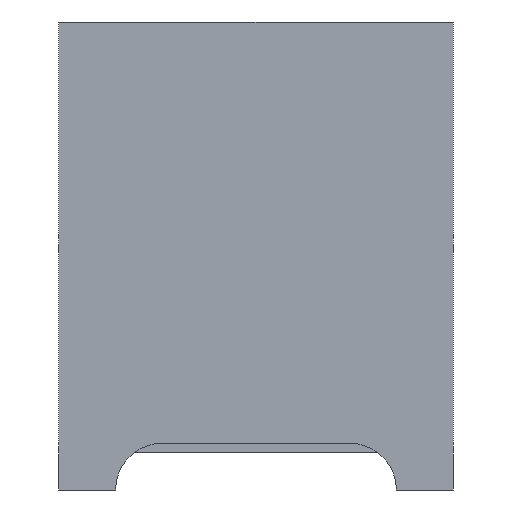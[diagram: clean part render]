
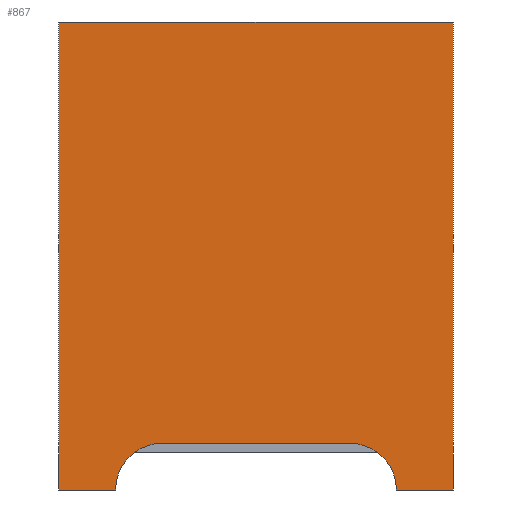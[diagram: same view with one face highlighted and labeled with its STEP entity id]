
A CAD part, left-side view. The second image highlights one B-rep face of the part: STEP entity #867.
In plain terms, the highlighted planar face has unit normal (-1, 0, 0).
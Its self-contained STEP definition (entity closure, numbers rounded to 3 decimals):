
#17=CIRCLE('',#934,10.);
#19=CIRCLE('',#938,10.);
#75=FACE_OUTER_BOUND('',#127,.T.);
#127=EDGE_LOOP('',(#683,#684,#685,#686,#687,#688,#689,#690));
#197=LINE('',#1325,#301);
#206=LINE('',#1347,#310);
#210=LINE('',#1354,#314);
#211=LINE('',#1356,#315);
#212=LINE('',#1358,#316);
#213=LINE('',#1359,#317);
#301=VECTOR('',#1079,10.);
#310=VECTOR('',#1098,10.);
#314=VECTOR('',#1104,10.);
#315=VECTOR('',#1107,10.);
#316=VECTOR('',#1108,10.);
#317=VECTOR('',#1109,10.);
#391=VERTEX_POINT('',#1315);
#392=VERTEX_POINT('',#1316);
#395=VERTEX_POINT('',#1324);
#397=VERTEX_POINT('',#1330);
#403=VERTEX_POINT('',#1346);
#404=VERTEX_POINT('',#1350);
#405=VERTEX_POINT('',#1352);
#406=VERTEX_POINT('',#1357);
#487=EDGE_CURVE('',#391,#392,#17,.T.);
#491=EDGE_CURVE('',#392,#395,#197,.T.);
#494=EDGE_CURVE('',#395,#397,#19,.T.);
#502=EDGE_CURVE('',#403,#391,#206,.T.);
#506=EDGE_CURVE('',#404,#405,#210,.T.);
#507=EDGE_CURVE('',#397,#404,#211,.T.);
#508=EDGE_CURVE('',#406,#405,#212,.T.);
#509=EDGE_CURVE('',#403,#406,#213,.T.);
#683=ORIENTED_EDGE('',*,*,#494,.T.);
#684=ORIENTED_EDGE('',*,*,#507,.T.);
#685=ORIENTED_EDGE('',*,*,#506,.T.);
#686=ORIENTED_EDGE('',*,*,#508,.F.);
#687=ORIENTED_EDGE('',*,*,#509,.F.);
#688=ORIENTED_EDGE('',*,*,#502,.T.);
#689=ORIENTED_EDGE('',*,*,#487,.T.);
#690=ORIENTED_EDGE('',*,*,#491,.T.);
#821=PLANE('',#943);
#867=ADVANCED_FACE('',(#75),#821,.T.);
#934=AXIS2_PLACEMENT_3D('',#1317,#1071,#1072);
#938=AXIS2_PLACEMENT_3D('',#1331,#1084,#1085);
#943=AXIS2_PLACEMENT_3D('',#1355,#1105,#1106);
#1071=DIRECTION('center_axis',(1.,0.,0.));
#1072=DIRECTION('ref_axis',(0.,-1.,0.));
#1079=DIRECTION('',(0.,-1.,0.));
#1084=DIRECTION('center_axis',(1.,0.,0.));
#1085=DIRECTION('ref_axis',(0.,-1.,0.));
#1098=DIRECTION('',(0.,-1.,0.));
#1104=DIRECTION('',(0.,0.,1.));
#1105=DIRECTION('center_axis',(-1.,0.,0.));
#1106=DIRECTION('ref_axis',(0.,-1.,0.));
#1107=DIRECTION('',(0.,-1.,0.));
#1108=DIRECTION('',(0.,-1.,0.));
#1109=DIRECTION('',(0.,0.,1.));
#1315=CARTESIAN_POINT('',(-42.1,30.,2.));
#1316=CARTESIAN_POINT('',(-42.1,20.,12.));
#1317=CARTESIAN_POINT('Origin',(-42.1,20.,2.));
#1324=CARTESIAN_POINT('',(-42.1,-20.,12.));
#1325=CARTESIAN_POINT('',(-42.1,11.05,12.));
#1330=CARTESIAN_POINT('',(-42.1,-30.,2.));
#1331=CARTESIAN_POINT('Origin',(-42.1,-20.,2.));
#1346=CARTESIAN_POINT('',(-42.1,42.1,2.));
#1347=CARTESIAN_POINT('',(-42.1,42.1,2.));
#1350=CARTESIAN_POINT('',(-42.1,-42.1,2.));
#1352=CARTESIAN_POINT('',(-42.1,-42.1,102.));
#1354=CARTESIAN_POINT('',(-42.1,-42.1,2.));
#1355=CARTESIAN_POINT('Origin',(-42.1,42.1,2.));
#1356=CARTESIAN_POINT('',(-42.1,42.1,2.));
#1357=CARTESIAN_POINT('',(-42.1,42.1,102.));
#1358=CARTESIAN_POINT('',(-42.1,42.1,102.));
#1359=CARTESIAN_POINT('',(-42.1,42.1,2.));
